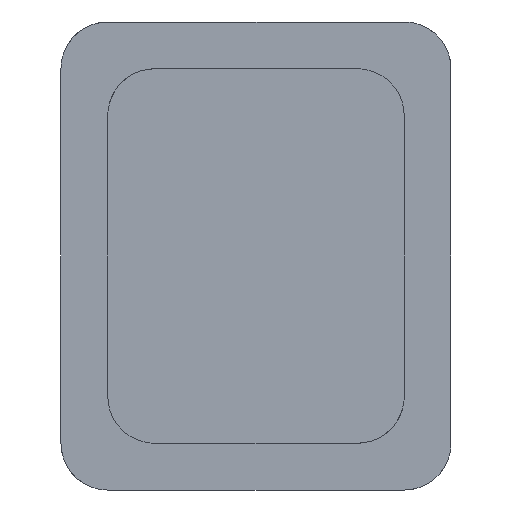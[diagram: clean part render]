
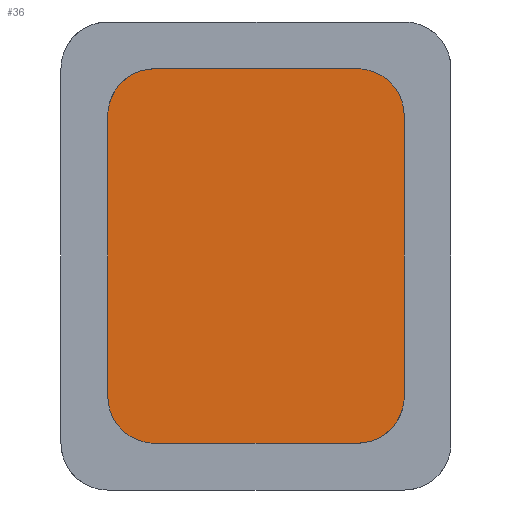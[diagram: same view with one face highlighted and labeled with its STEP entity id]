
A CAD part, front view. The second image highlights one B-rep face of the part: STEP entity #36.
In plain terms, the highlighted planar face has unit normal (0, 1, 0).
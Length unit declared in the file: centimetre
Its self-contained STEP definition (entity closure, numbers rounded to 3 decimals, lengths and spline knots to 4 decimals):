
#36=ADVANCED_FACE('',(#85),#783,.T.);
#85=FACE_OUTER_BOUND('',#134,.T.);
#134=EDGE_LOOP('',(#229,#230,#231,#232,#233,#234,#235,#236));
#229=ORIENTED_EDGE('',*,*,#461,.F.);
#230=ORIENTED_EDGE('',*,*,#446,.F.);
#231=ORIENTED_EDGE('',*,*,#449,.F.);
#232=ORIENTED_EDGE('',*,*,#445,.T.);
#233=ORIENTED_EDGE('',*,*,#443,.F.);
#234=ORIENTED_EDGE('',*,*,#439,.T.);
#235=ORIENTED_EDGE('',*,*,#455,.F.);
#236=ORIENTED_EDGE('',*,*,#457,.F.);
#439=EDGE_CURVE('',#712,#720,#560,.T.);
#443=EDGE_CURVE('',#712,#711,#647,.T.);
#445=EDGE_CURVE('',#715,#711,#564,.T.);
#446=EDGE_CURVE('',#716,#724,#565,.T.);
#449=EDGE_CURVE('',#715,#716,#649,.T.);
#455=EDGE_CURVE('',#719,#720,#651,.T.);
#457=EDGE_CURVE('',#723,#719,#572,.T.);
#461=EDGE_CURVE('',#724,#723,#653,.T.);
#560=B_SPLINE_CURVE_WITH_KNOTS('',1,(#2209,#2210),.UNSPECIFIED.,.F.,.F.,
(2,2),(0.125,0.875),.UNSPECIFIED.);
#564=B_SPLINE_CURVE_WITH_KNOTS('',1,(#2223,#2224),.UNSPECIFIED.,.F.,.F.,
(2,2),(0.1579,0.8421),.UNSPECIFIED.);
#565=B_SPLINE_CURVE_WITH_KNOTS('',1,(#2225,#2226),.UNSPECIFIED.,.F.,.F.,
(2,2),(0.125,0.875),.UNSPECIFIED.);
#572=B_SPLINE_CURVE_WITH_KNOTS('',1,(#2251,#2252),.UNSPECIFIED.,.F.,.F.,
(2,2),(0.1579,0.8421),.UNSPECIFIED.);
#647=(
BOUNDED_CURVE()
B_SPLINE_CURVE(2,(#2217,#2218,#2219),.UNSPECIFIED.,.F.,.F.)
B_SPLINE_CURVE_WITH_KNOTS((3,3),(-0.4712,0.),.UNSPECIFIED.)
CURVE()
GEOMETRIC_REPRESENTATION_ITEM()
RATIONAL_B_SPLINE_CURVE((1.,0.707,1.))
REPRESENTATION_ITEM('')
);
#649=(
BOUNDED_CURVE()
B_SPLINE_CURVE(2,(#2231,#2232,#2233),.UNSPECIFIED.,.F.,.F.)
B_SPLINE_CURVE_WITH_KNOTS((3,3),(0.,0.4712),.UNSPECIFIED.)
CURVE()
GEOMETRIC_REPRESENTATION_ITEM()
RATIONAL_B_SPLINE_CURVE((1.,0.707,1.))
REPRESENTATION_ITEM('')
);
#651=(
BOUNDED_CURVE()
B_SPLINE_CURVE(2,(#2245,#2246,#2247),.UNSPECIFIED.,.F.,.F.)
B_SPLINE_CURVE_WITH_KNOTS((3,3),(-0.4712,0.),.UNSPECIFIED.)
CURVE()
GEOMETRIC_REPRESENTATION_ITEM()
RATIONAL_B_SPLINE_CURVE((1.,0.707,1.))
REPRESENTATION_ITEM('')
);
#653=(
BOUNDED_CURVE()
B_SPLINE_CURVE(2,(#2259,#2260,#2261),.UNSPECIFIED.,.F.,.F.)
B_SPLINE_CURVE_WITH_KNOTS((3,3),(0.,0.4712),.UNSPECIFIED.)
CURVE()
GEOMETRIC_REPRESENTATION_ITEM()
RATIONAL_B_SPLINE_CURVE((1.,0.707,1.))
REPRESENTATION_ITEM('')
);
#711=VERTEX_POINT('',#2036);
#712=VERTEX_POINT('',#2037);
#715=VERTEX_POINT('',#2040);
#716=VERTEX_POINT('',#2041);
#719=VERTEX_POINT('',#2044);
#720=VERTEX_POINT('',#2045);
#723=VERTEX_POINT('',#2048);
#724=VERTEX_POINT('',#2049);
#783=PLANE('',#846);
#846=AXIS2_PLACEMENT_3D('',#1460,#863,$);
#863=DIRECTION('',(0.,1.,0.));
#1460=CARTESIAN_POINT('',(0.001,0.,2.4015));
#2036=CARTESIAN_POINT('',(1.601,0.,2.3991));
#2037=CARTESIAN_POINT('',(1.901,0.,2.0991));
#2040=CARTESIAN_POINT('',(0.301,0.,2.3991));
#2041=CARTESIAN_POINT('',(0.001,0.,2.0991));
#2044=CARTESIAN_POINT('',(1.601,0.,-0.0009));
#2045=CARTESIAN_POINT('',(1.901,0.,0.2991));
#2048=CARTESIAN_POINT('',(0.301,0.,-0.0009));
#2049=CARTESIAN_POINT('',(0.001,0.,0.2991));
#2209=CARTESIAN_POINT('',(1.901,0.,2.0991));
#2210=CARTESIAN_POINT('',(1.901,0.,0.2991));
#2217=CARTESIAN_POINT('',(1.901,0.,2.0991));
#2218=CARTESIAN_POINT('',(1.901,0.,2.3991));
#2219=CARTESIAN_POINT('',(1.601,0.,2.3991));
#2223=CARTESIAN_POINT('',(0.301,0.,2.3991));
#2224=CARTESIAN_POINT('',(1.601,0.,2.3991));
#2225=CARTESIAN_POINT('',(0.001,0.,2.0991));
#2226=CARTESIAN_POINT('',(0.001,0.,0.2991));
#2231=CARTESIAN_POINT('',(0.301,0.,2.3991));
#2232=CARTESIAN_POINT('',(0.001,0.,2.3991));
#2233=CARTESIAN_POINT('',(0.001,0.,2.0991));
#2245=CARTESIAN_POINT('',(1.601,0.,-0.0009));
#2246=CARTESIAN_POINT('',(1.901,0.,-0.0009));
#2247=CARTESIAN_POINT('',(1.901,0.,0.2991));
#2251=CARTESIAN_POINT('',(0.301,0.,-0.0009));
#2252=CARTESIAN_POINT('',(1.601,0.,-0.0009));
#2259=CARTESIAN_POINT('',(0.001,0.,0.2991));
#2260=CARTESIAN_POINT('',(0.001,0.,-0.0009));
#2261=CARTESIAN_POINT('',(0.301,0.,-0.0009));
